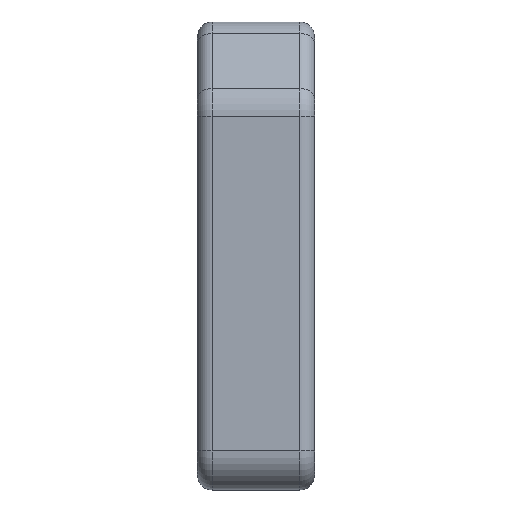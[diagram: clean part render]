
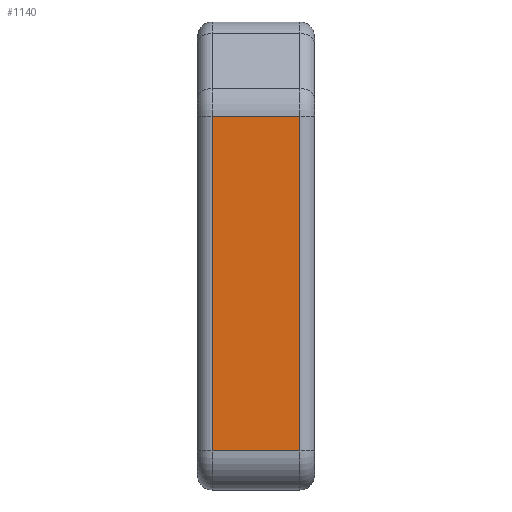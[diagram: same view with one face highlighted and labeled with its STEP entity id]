
A CAD part, left-side view. The second image highlights one B-rep face of the part: STEP entity #1140.
In plain terms, the highlighted planar face has unit normal (-1, 0, 0).
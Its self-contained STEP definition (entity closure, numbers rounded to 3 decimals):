
#22 = CARTESIAN_POINT ( 'NONE',  ( -36.8, 10.5, -27. ) ) ;
#31 = VECTOR ( 'NONE', #601, 1000. ) ;
#81 = ORIENTED_EDGE ( 'NONE', *, *, #1528, .T. ) ;
#141 = PLANE ( 'NONE',  #597 ) ;
#168 = CARTESIAN_POINT ( 'NONE',  ( -36.8, 10.5, 0. ) ) ;
#172 = CARTESIAN_POINT ( 'NONE',  ( -36.8, 10., 0. ) ) ;
#234 = EDGE_CURVE ( 'NONE', #1474, #706, #1606, .T. ) ;
#256 = CARTESIAN_POINT ( 'NONE',  ( -36.8, 1.5, -27. ) ) ;
#294 = EDGE_CURVE ( 'NONE', #613, #2426, #805, .T. ) ;
#363 = ORIENTED_EDGE ( 'NONE', *, *, #2205, .T. ) ;
#416 = ORIENTED_EDGE ( 'NONE', *, *, #294, .T. ) ;
#597 = AXIS2_PLACEMENT_3D ( 'NONE', #172, #1027, #999 ) ;
#601 = DIRECTION ( 'NONE',  ( 0., 0., -1. ) ) ;
#613 = VERTEX_POINT ( 'NONE', #2395 ) ;
#625 = VECTOR ( 'NONE', #2516, 1000. ) ;
#706 = VERTEX_POINT ( 'NONE', #950 ) ;
#805 = LINE ( 'NONE', #168, #31 ) ;
#890 = LINE ( 'NONE', #1677, #625 ) ;
#950 = CARTESIAN_POINT ( 'NONE',  ( -36.8, 1.5, 7.343 ) ) ;
#999 = DIRECTION ( 'NONE',  ( 0., 0., 1. ) ) ;
#1027 = DIRECTION ( 'NONE',  ( -1., 0., 0. ) ) ;
#1140 = ADVANCED_FACE ( 'NONE', ( #1948 ), #141, .T. ) ;
#1154 = LINE ( 'NONE', #1535, #1218 ) ;
#1218 = VECTOR ( 'NONE', #1716, 1000. ) ;
#1410 = DIRECTION ( 'NONE',  ( 0., 0., 1. ) ) ;
#1430 = CARTESIAN_POINT ( 'NONE',  ( -36.8, 1.5, 7.343 ) ) ;
#1474 = VERTEX_POINT ( 'NONE', #256 ) ;
#1528 = EDGE_CURVE ( 'NONE', #2426, #1474, #890, .T. ) ;
#1535 = CARTESIAN_POINT ( 'NONE',  ( -36.8, 10., 7.343 ) ) ;
#1606 = LINE ( 'NONE', #1430, #2640 ) ;
#1677 = CARTESIAN_POINT ( 'NONE',  ( -36.8, 10., -27. ) ) ;
#1713 = EDGE_LOOP ( 'NONE', ( #81, #2077, #363, #416 ) ) ;
#1716 = DIRECTION ( 'NONE',  ( 0., 1., 0. ) ) ;
#1948 = FACE_OUTER_BOUND ( 'NONE', #1713, .T. ) ;
#2077 = ORIENTED_EDGE ( 'NONE', *, *, #234, .T. ) ;
#2205 = EDGE_CURVE ( 'NONE', #706, #613, #1154, .T. ) ;
#2395 = CARTESIAN_POINT ( 'NONE',  ( -36.8, 10.5, 7.343 ) ) ;
#2426 = VERTEX_POINT ( 'NONE', #22 ) ;
#2516 = DIRECTION ( 'NONE',  ( 0., -1., 0. ) ) ;
#2640 = VECTOR ( 'NONE', #1410, 1000. ) ;
